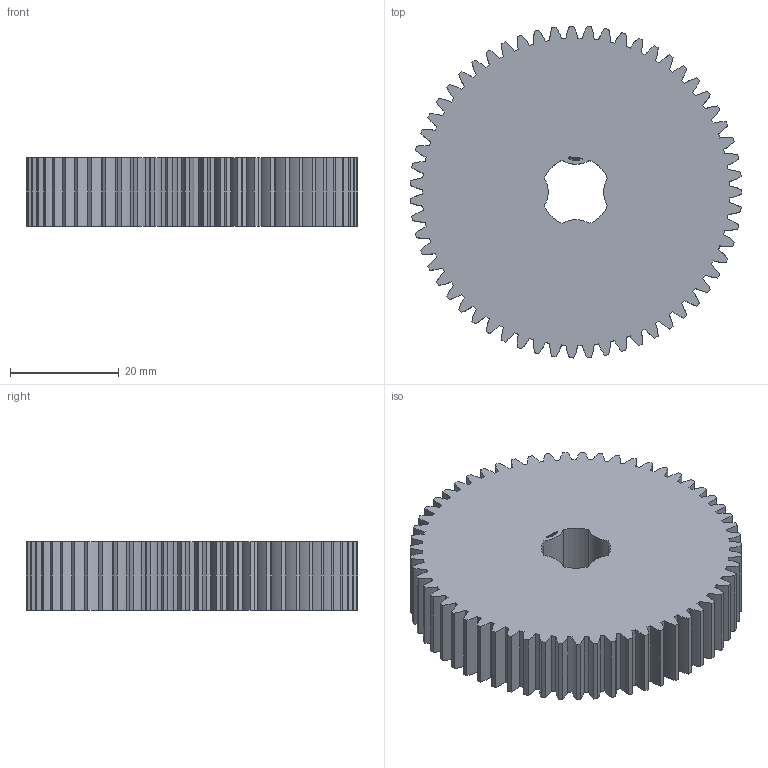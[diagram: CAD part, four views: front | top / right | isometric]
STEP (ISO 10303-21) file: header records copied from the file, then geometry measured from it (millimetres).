
FILE_DESCRIPTION(('FreeCAD Model'),'2;1');
FILE_NAME('Open CASCADE Shape Model','2024-03-10T19:53:04',(''),(''), 'Open CASCADE STEP processor 7.6','FreeCAD','Unknown');
FILE_SCHEMA(('AUTOMOTIVE_DESIGN { 1 0 10303 214 1 1 1 1 }'));
Products named in the file (1): Gear Wheel PLN TTH59 BU01.00 SFT-SHD - SPN-GWH-0216 (stemfie.org)
Bounding box: 60.97 x 60.99 x 12.5 mm (x, y, z)
Volume: 32626.8 mm3; surface area: 10412.4 mm2
Topology: 1 solids, 1 shells, 710 faces, 2034 edges, 1356 vertices
Faces by surface type: extrusion 382, plane 320, cylinder 8
Entity records: 65549 total; most frequent: CARTESIAN_POINT 22619, DIRECTION 5630, VECTOR 4924, LINE 4542, ORIENTED_EDGE 4068, PCURVE 4068, DEFINITIONAL_REPRESENTATION 4068, EDGE_CURVE 2034
